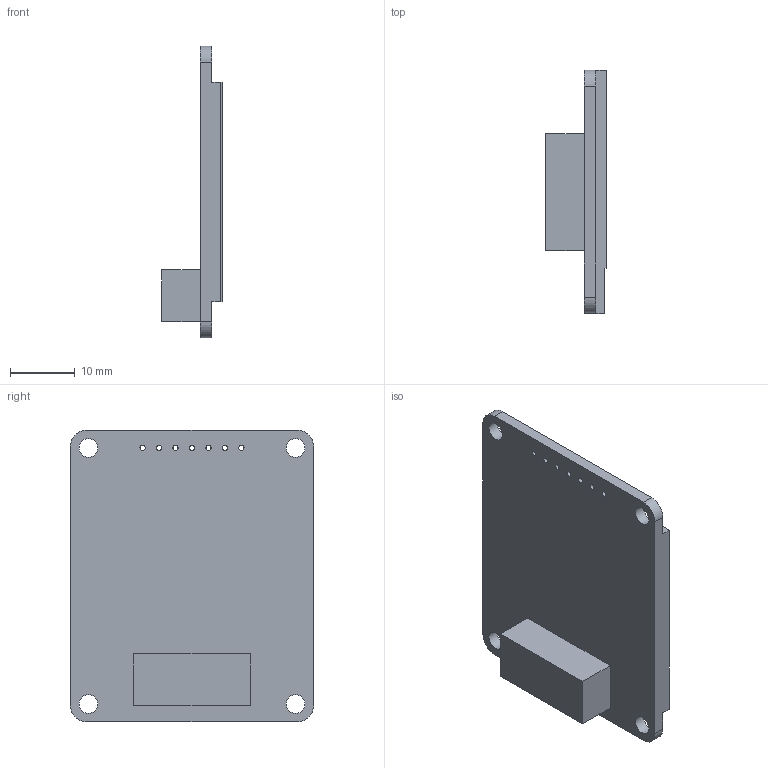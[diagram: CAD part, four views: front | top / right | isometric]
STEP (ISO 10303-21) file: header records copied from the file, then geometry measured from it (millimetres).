
FILE_DESCRIPTION(/* description */ (''),/* implementation_level */ '2;1');
FILE_NAME(/* name */ '1,5 in Oled v1.step',/* time_stamp */ '2021-07-05T12:34:43+01:00',/* author */ (''),/* organization */ (''),/* preprocessor_version */ 'ST-DEVELOPER v18.1',/* originating_system */ 'Autodesk Translation Framework v10.9.0.1377',/* authorisation */ '');
FILE_SCHEMA (('AUTOMOTIVE_DESIGN { 1 0 10303 214 3 1 1 }'));
Length unit declared in the file: millimetre
Products named in the file (1): 1,5 in Oled
Bounding box: 9.4 x 37.5 x 45 mm (x, y, z)
Volume: 3606.5 mm3; surface area: 6910.5 mm2
Topology: 1 solids, 1 shells, 46 faces, 127 edges, 84 vertices
Faces by surface type: plane 31, cylinder 15
Full cylindrical faces by diameter (mm): 0.8 x7, 2.9 x4
Entity records: 1584 total; most frequent: CARTESIAN_POINT 258, ORIENTED_EDGE 254, DIRECTION 251, EDGE_CURVE 127, LINE 97, VECTOR 97, VERTEX_POINT 84, AXIS2_PLACEMENT_3D 77
